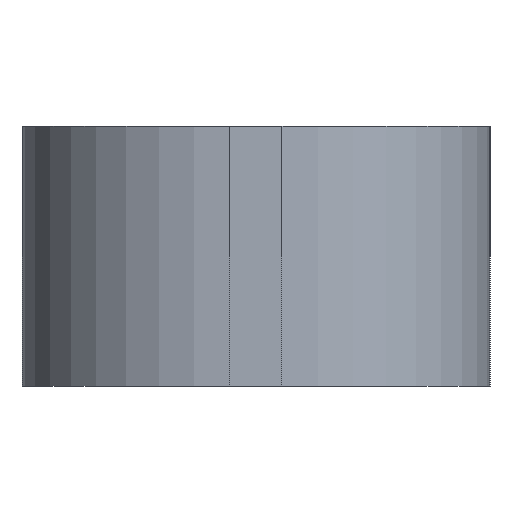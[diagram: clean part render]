
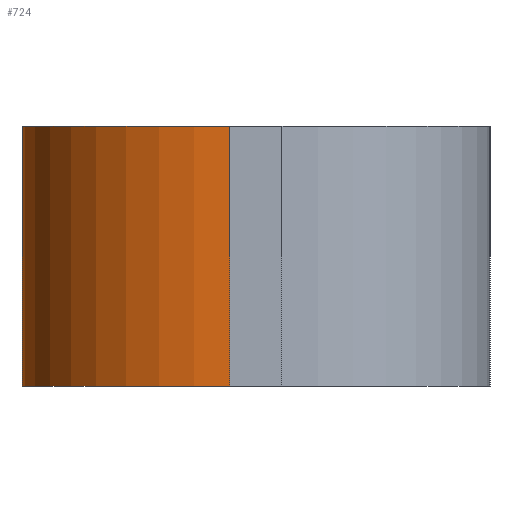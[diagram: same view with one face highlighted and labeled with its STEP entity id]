
A CAD part, left-side view. The second image highlights one B-rep face of the part: STEP entity #724.
In plain terms, the highlighted cylindrical face has radius 4 mm (diameter 8 mm), a partial arc.
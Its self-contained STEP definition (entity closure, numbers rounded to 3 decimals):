
#21=CARTESIAN_POINT('',(4.,5.,0.));
#22=DIRECTION('',(0.,0.,-1.));
#23=DIRECTION('',(-1.,0.,0.));
#24=AXIS2_PLACEMENT_3D('',#21,#22,#23);
#166=CARTESIAN_POINT('',(4.,5.,5.));
#167=DIRECTION('',(0.,0.,1.));
#168=DIRECTION('',(0.,1.,0.));
#169=AXIS2_PLACEMENT_3D('',#166,#167,#168);
#246=DIRECTION('',(0.,0.,-1.));
#247=VECTOR('',#246,5.);
#248=CARTESIAN_POINT('',(4.,9.,5.));
#249=LINE('',#248,#247);
#270=DIRECTION('',(0.,0.,-1.));
#271=VECTOR('',#270,5.);
#272=CARTESIAN_POINT('',(0.,5.,5.));
#273=LINE('',#272,#271);
#369=CARTESIAN_POINT('',(0.,5.,0.));
#370=CARTESIAN_POINT('',(4.,9.,0.));
#371=VERTEX_POINT('',#369);
#372=VERTEX_POINT('',#370);
#373=CARTESIAN_POINT('',(4.,9.,5.));
#374=VERTEX_POINT('',#373);
#375=CARTESIAN_POINT('',(0.,5.,5.));
#376=VERTEX_POINT('',#375);
#711=CARTESIAN_POINT('',(4.,5.,11.518));
#712=DIRECTION('',(0.,0.,-1.));
#713=DIRECTION('',(-1.,0.,0.));
#714=AXIS2_PLACEMENT_3D('',#711,#712,#713);
#715=CYLINDRICAL_SURFACE('',#714,4.);
#716=ORIENTED_EDGE('',*,*,#406,.T.);
#718=ORIENTED_EDGE('',*,*,#717,.F.);
#719=ORIENTED_EDGE('',*,*,#523,.T.);
#721=ORIENTED_EDGE('',*,*,#720,.T.);
#722=EDGE_LOOP('',(#716,#718,#719,#721));
#723=FACE_OUTER_BOUND('',#722,.F.);
#724=ADVANCED_FACE('',(#723),#715,.T.);
#25=CIRCLE('',#24,4.);
#170=CIRCLE('',#169,4.);
#406=EDGE_CURVE('',#371,#372,#25,.T.);
#523=EDGE_CURVE('',#374,#376,#170,.T.);
#717=EDGE_CURVE('',#374,#372,#249,.T.);
#720=EDGE_CURVE('',#376,#371,#273,.T.);
